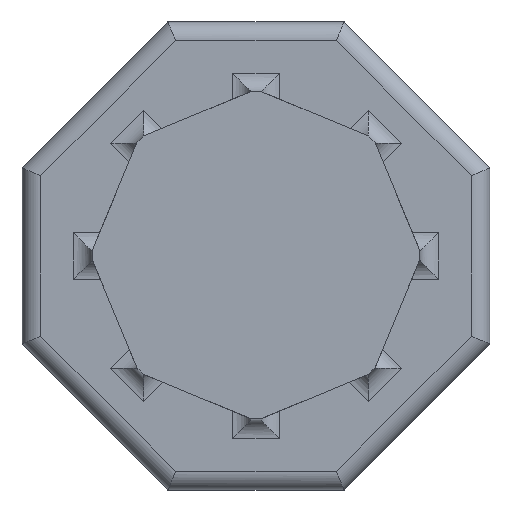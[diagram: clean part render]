
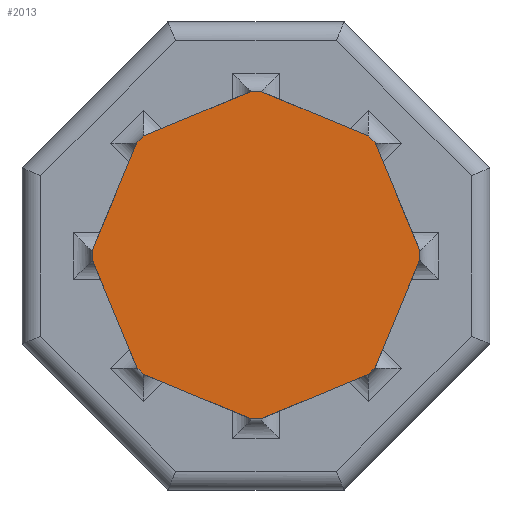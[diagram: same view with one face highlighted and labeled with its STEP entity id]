
A CAD part, top view. The second image highlights one B-rep face of the part: STEP entity #2013.
In plain terms, the highlighted planar face has unit normal (0, 0, 1).
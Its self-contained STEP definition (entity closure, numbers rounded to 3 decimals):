
#67=PLANE('',#2223);
#125=LINE('',#3549,#309);
#128=LINE('',#3555,#312);
#131=LINE('',#3561,#315);
#136=LINE('',#3570,#320);
#139=LINE('',#3576,#323);
#142=LINE('',#3582,#326);
#147=LINE('',#3591,#331);
#161=LINE('',#3703,#345);
#231=LINE('',#3901,#415);
#234=LINE('',#3907,#418);
#235=LINE('',#3909,#419);
#236=LINE('',#3911,#420);
#245=LINE('',#3933,#429);
#249=LINE('',#3940,#433);
#253=LINE('',#3947,#437);
#254=LINE('',#3948,#438);
#309=VECTOR('',#2444,10.);
#312=VECTOR('',#2449,10.);
#315=VECTOR('',#2454,10.);
#320=VECTOR('',#2463,10.);
#323=VECTOR('',#2468,10.);
#326=VECTOR('',#2473,10.);
#331=VECTOR('',#2482,10.);
#345=VECTOR('',#2522,10.);
#415=VECTOR('',#2734,10.);
#418=VECTOR('',#2743,10.);
#419=VECTOR('',#2746,10.);
#420=VECTOR('',#2749,10.);
#429=VECTOR('',#2778,10.);
#433=VECTOR('',#2788,10.);
#437=VECTOR('',#2798,10.);
#438=VECTOR('',#2799,10.);
#614=FACE_OUTER_BOUND('',#738,.T.);
#738=EDGE_LOOP('',(#1846,#1847,#1848,#1849,#1850,#1851,#1852,#1853,#1854,
#1855,#1856,#1857,#1858,#1859,#1860,#1861));
#925=VERTEX_POINT('',#3546);
#926=VERTEX_POINT('',#3548);
#927=VERTEX_POINT('',#3552);
#928=VERTEX_POINT('',#3554);
#929=VERTEX_POINT('',#3558);
#930=VERTEX_POINT('',#3560);
#931=VERTEX_POINT('',#3567);
#932=VERTEX_POINT('',#3569);
#933=VERTEX_POINT('',#3573);
#934=VERTEX_POINT('',#3575);
#935=VERTEX_POINT('',#3579);
#936=VERTEX_POINT('',#3581);
#937=VERTEX_POINT('',#3588);
#938=VERTEX_POINT('',#3590);
#952=VERTEX_POINT('',#3700);
#953=VERTEX_POINT('',#3702);
#1131=EDGE_CURVE('',#926,#925,#125,.T.);
#1134=EDGE_CURVE('',#928,#927,#128,.T.);
#1137=EDGE_CURVE('',#930,#929,#131,.T.);
#1142=EDGE_CURVE('',#932,#931,#136,.T.);
#1145=EDGE_CURVE('',#934,#933,#139,.T.);
#1148=EDGE_CURVE('',#936,#935,#142,.T.);
#1153=EDGE_CURVE('',#938,#937,#147,.T.);
#1176=EDGE_CURVE('',#953,#952,#161,.T.);
#1278=EDGE_CURVE('',#927,#936,#231,.T.);
#1281=EDGE_CURVE('',#935,#938,#234,.T.);
#1282=EDGE_CURVE('',#937,#926,#235,.T.);
#1283=EDGE_CURVE('',#925,#932,#236,.T.);
#1292=EDGE_CURVE('',#933,#928,#245,.T.);
#1296=EDGE_CURVE('',#929,#934,#249,.T.);
#1300=EDGE_CURVE('',#931,#953,#253,.T.);
#1301=EDGE_CURVE('',#952,#930,#254,.T.);
#1846=ORIENTED_EDGE('',*,*,#1300,.T.);
#1847=ORIENTED_EDGE('',*,*,#1176,.T.);
#1848=ORIENTED_EDGE('',*,*,#1301,.T.);
#1849=ORIENTED_EDGE('',*,*,#1137,.T.);
#1850=ORIENTED_EDGE('',*,*,#1296,.T.);
#1851=ORIENTED_EDGE('',*,*,#1145,.T.);
#1852=ORIENTED_EDGE('',*,*,#1292,.T.);
#1853=ORIENTED_EDGE('',*,*,#1134,.T.);
#1854=ORIENTED_EDGE('',*,*,#1278,.T.);
#1855=ORIENTED_EDGE('',*,*,#1148,.T.);
#1856=ORIENTED_EDGE('',*,*,#1281,.T.);
#1857=ORIENTED_EDGE('',*,*,#1153,.T.);
#1858=ORIENTED_EDGE('',*,*,#1282,.T.);
#1859=ORIENTED_EDGE('',*,*,#1131,.T.);
#1860=ORIENTED_EDGE('',*,*,#1283,.T.);
#1861=ORIENTED_EDGE('',*,*,#1142,.T.);
#2013=ADVANCED_FACE('',(#614),#67,.T.);
#2223=AXIS2_PLACEMENT_3D('',#3946,#2796,#2797);
#2444=DIRECTION('',(-0.383,0.924,0.));
#2449=DIRECTION('',(0.924,-0.383,0.));
#2454=DIRECTION('',(-0.383,-0.924,0.));
#2463=DIRECTION('',(-0.924,0.383,0.));
#2468=DIRECTION('',(0.383,-0.924,0.));
#2473=DIRECTION('',(0.924,0.383,0.));
#2482=DIRECTION('',(0.383,0.924,0.));
#2522=DIRECTION('',(-0.924,-0.383,0.));
#2734=DIRECTION('',(1.,0.,0.));
#2743=DIRECTION('',(0.707,0.707,0.));
#2746=DIRECTION('',(0.,1.,0.));
#2749=DIRECTION('',(-0.707,0.707,0.));
#2778=DIRECTION('',(0.707,-0.707,0.));
#2788=DIRECTION('',(0.,-1.,0.));
#2796=DIRECTION('center_axis',(0.,0.,1.));
#2797=DIRECTION('ref_axis',(1.,0.,0.));
#2798=DIRECTION('',(-1.,0.,0.));
#2799=DIRECTION('',(-0.707,-0.707,0.));
#3546=CARTESIAN_POINT('',(12.728,12.021,50.));
#3548=CARTESIAN_POINT('',(17.5,0.5,50.));
#3549=CARTESIAN_POINT('',(17.5,0.5,50.));
#3552=CARTESIAN_POINT('',(-0.5,-17.5,50.));
#3554=CARTESIAN_POINT('',(-12.021,-12.728,50.));
#3555=CARTESIAN_POINT('',(-12.021,-12.728,50.));
#3558=CARTESIAN_POINT('',(-17.5,0.5,50.));
#3560=CARTESIAN_POINT('',(-12.728,12.021,50.));
#3561=CARTESIAN_POINT('',(-12.728,12.021,50.));
#3567=CARTESIAN_POINT('',(0.5,17.5,50.));
#3569=CARTESIAN_POINT('',(12.021,12.728,50.));
#3570=CARTESIAN_POINT('',(12.021,12.728,50.));
#3573=CARTESIAN_POINT('',(-12.728,-12.021,50.));
#3575=CARTESIAN_POINT('',(-17.5,-0.5,50.));
#3576=CARTESIAN_POINT('',(-17.5,-0.5,50.));
#3579=CARTESIAN_POINT('',(12.021,-12.728,50.));
#3581=CARTESIAN_POINT('',(0.5,-17.5,50.));
#3582=CARTESIAN_POINT('',(0.5,-17.5,50.));
#3588=CARTESIAN_POINT('',(17.5,-0.5,50.));
#3590=CARTESIAN_POINT('',(12.728,-12.021,50.));
#3591=CARTESIAN_POINT('',(12.728,-12.021,50.));
#3700=CARTESIAN_POINT('',(-12.021,12.728,50.));
#3702=CARTESIAN_POINT('',(-0.5,17.5,50.));
#3703=CARTESIAN_POINT('',(-0.5,17.5,50.));
#3901=CARTESIAN_POINT('',(-0.5,-17.5,50.));
#3907=CARTESIAN_POINT('',(12.021,-12.728,50.));
#3909=CARTESIAN_POINT('',(17.5,-0.5,50.));
#3911=CARTESIAN_POINT('',(12.728,12.021,50.));
#3933=CARTESIAN_POINT('',(-12.728,-12.021,50.));
#3940=CARTESIAN_POINT('',(-17.5,0.5,50.));
#3946=CARTESIAN_POINT('Origin',(0.,8.75,50.));
#3947=CARTESIAN_POINT('',(0.5,17.5,50.));
#3948=CARTESIAN_POINT('',(-12.021,12.728,50.));
